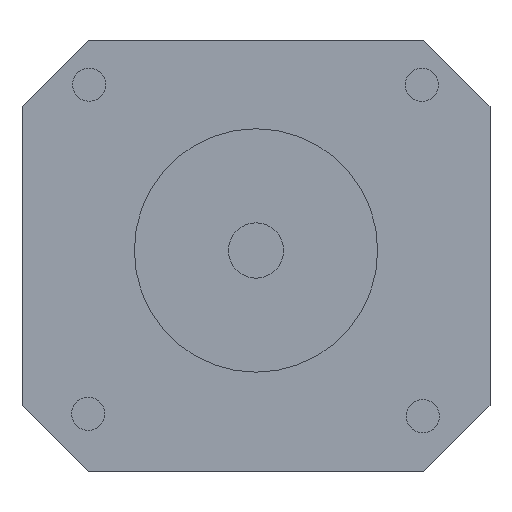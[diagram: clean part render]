
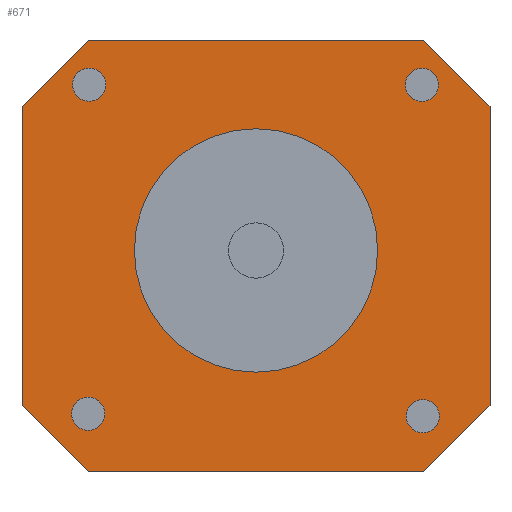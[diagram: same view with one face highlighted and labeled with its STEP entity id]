
A CAD part, front view. The second image highlights one B-rep face of the part: STEP entity #671.
In plain terms, the highlighted planar face has unit normal (0, -1, 0).
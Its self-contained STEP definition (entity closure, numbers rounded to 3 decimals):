
#16=FACE_BOUND('',#111,.T.);
#17=FACE_BOUND('',#112,.T.);
#18=FACE_BOUND('',#113,.T.);
#19=FACE_BOUND('',#114,.T.);
#20=FACE_BOUND('',#115,.T.);
#21=CIRCLE('',#711,1.5);
#23=CIRCLE('',#715,1.5);
#25=CIRCLE('',#719,1.5);
#27=CIRCLE('',#723,1.5);
#30=CIRCLE('',#728,11.);
#71=FACE_OUTER_BOUND('',#110,.T.);
#110=EDGE_LOOP('',(#562,#563,#564,#565,#566,#567,#568,#569));
#111=EDGE_LOOP('',(#570));
#112=EDGE_LOOP('',(#571));
#113=EDGE_LOOP('',(#572));
#114=EDGE_LOOP('',(#573));
#115=EDGE_LOOP('',(#574));
#132=LINE('',#947,#210);
#141=LINE('',#964,#219);
#150=LINE('',#983,#228);
#158=LINE('',#998,#236);
#167=LINE('',#1017,#245);
#175=LINE('',#1032,#253);
#192=LINE('',#1097,#270);
#193=LINE('',#1098,#271);
#210=VECTOR('',#762,10.);
#219=VECTOR('',#773,10.);
#228=VECTOR('',#790,10.);
#236=VECTOR('',#800,10.);
#245=VECTOR('',#817,10.);
#253=VECTOR('',#827,10.);
#270=VECTOR('',#904,10.);
#271=VECTOR('',#905,10.);
#285=VERTEX_POINT('',#944);
#286=VERTEX_POINT('',#946);
#293=VERTEX_POINT('',#962);
#298=VERTEX_POINT('',#980);
#299=VERTEX_POINT('',#982);
#310=VERTEX_POINT('',#1014);
#311=VERTEX_POINT('',#1016);
#323=VERTEX_POINT('',#1052);
#325=VERTEX_POINT('',#1059);
#327=VERTEX_POINT('',#1066);
#329=VERTEX_POINT('',#1073);
#332=VERTEX_POINT('',#1082);
#335=VERTEX_POINT('',#1096);
#348=EDGE_CURVE('',#285,#286,#132,.T.);
#357=EDGE_CURVE('',#293,#285,#141,.T.);
#366=EDGE_CURVE('',#298,#299,#150,.T.);
#374=EDGE_CURVE('',#286,#298,#158,.T.);
#383=EDGE_CURVE('',#310,#311,#167,.T.);
#391=EDGE_CURVE('',#299,#310,#175,.T.);
#401=EDGE_CURVE('',#323,#323,#21,.T.);
#404=EDGE_CURVE('',#325,#325,#23,.T.);
#407=EDGE_CURVE('',#327,#327,#25,.T.);
#410=EDGE_CURVE('',#329,#329,#27,.T.);
#415=EDGE_CURVE('',#332,#332,#30,.T.);
#420=EDGE_CURVE('',#293,#335,#192,.T.);
#421=EDGE_CURVE('',#311,#335,#193,.T.);
#562=ORIENTED_EDGE('',*,*,#374,.F.);
#563=ORIENTED_EDGE('',*,*,#348,.F.);
#564=ORIENTED_EDGE('',*,*,#357,.F.);
#565=ORIENTED_EDGE('',*,*,#420,.T.);
#566=ORIENTED_EDGE('',*,*,#421,.F.);
#567=ORIENTED_EDGE('',*,*,#383,.F.);
#568=ORIENTED_EDGE('',*,*,#391,.F.);
#569=ORIENTED_EDGE('',*,*,#366,.F.);
#570=ORIENTED_EDGE('',*,*,#401,.T.);
#571=ORIENTED_EDGE('',*,*,#404,.T.);
#572=ORIENTED_EDGE('',*,*,#407,.T.);
#573=ORIENTED_EDGE('',*,*,#410,.T.);
#574=ORIENTED_EDGE('',*,*,#415,.T.);
#633=PLANE('',#735);
#671=ADVANCED_FACE('',(#71,#16,#17,#18,#19,#20),#633,.T.);
#711=AXIS2_PLACEMENT_3D('',#1053,#847,#848);
#715=AXIS2_PLACEMENT_3D('',#1060,#856,#857);
#719=AXIS2_PLACEMENT_3D('',#1067,#865,#866);
#723=AXIS2_PLACEMENT_3D('',#1074,#874,#875);
#728=AXIS2_PLACEMENT_3D('',#1084,#886,#887);
#735=AXIS2_PLACEMENT_3D('',#1095,#902,#903);
#762=DIRECTION('',(-1.,0.,0.));
#773=DIRECTION('',(-0.707,0.,-0.707));
#790=DIRECTION('',(0.,0.,1.));
#800=DIRECTION('',(-0.707,0.,0.707));
#817=DIRECTION('',(1.,0.,0.));
#827=DIRECTION('',(0.707,0.,0.707));
#847=DIRECTION('center_axis',(0.,1.,0.));
#848=DIRECTION('ref_axis',(1.,0.,0.));
#856=DIRECTION('center_axis',(0.,1.,0.));
#857=DIRECTION('ref_axis',(1.,0.,0.));
#865=DIRECTION('center_axis',(0.,1.,0.));
#866=DIRECTION('ref_axis',(1.,0.,0.));
#874=DIRECTION('center_axis',(0.,1.,0.));
#875=DIRECTION('ref_axis',(1.,0.,0.));
#886=DIRECTION('center_axis',(0.,1.,0.));
#887=DIRECTION('ref_axis',(1.,0.,0.));
#902=DIRECTION('center_axis',(0.,-1.,0.));
#903=DIRECTION('ref_axis',(1.,0.,0.));
#904=DIRECTION('',(0.,0.,1.));
#905=DIRECTION('',(0.707,0.,-0.707));
#944=CARTESIAN_POINT('',(15.15,-21.15,0.));
#946=CARTESIAN_POINT('',(-15.15,-21.15,0.));
#947=CARTESIAN_POINT('',(21.15,-21.15,0.));
#962=CARTESIAN_POINT('',(21.15,-21.15,6.));
#964=CARTESIAN_POINT('',(7.575,-21.15,-7.575));
#980=CARTESIAN_POINT('',(-21.15,-21.15,6.));
#982=CARTESIAN_POINT('',(-21.15,-21.15,33.));
#983=CARTESIAN_POINT('',(-21.15,-21.15,0.));
#998=CARTESIAN_POINT('',(-18.15,-21.15,3.));
#1014=CARTESIAN_POINT('',(-15.15,-21.15,39.));
#1016=CARTESIAN_POINT('',(15.15,-21.15,39.));
#1017=CARTESIAN_POINT('',(21.15,-21.15,39.));
#1032=CARTESIAN_POINT('',(-27.9,-21.15,26.25));
#1052=CARTESIAN_POINT('',(13.496,-21.15,34.96));
#1053=CARTESIAN_POINT('Origin',(14.996,-21.15,34.96));
#1059=CARTESIAN_POINT('',(13.578,-21.15,5.012));
#1060=CARTESIAN_POINT('Origin',(15.078,-21.15,5.012));
#1066=CARTESIAN_POINT('',(-16.578,-21.15,34.988));
#1067=CARTESIAN_POINT('Origin',(-15.078,-21.15,34.988));
#1073=CARTESIAN_POINT('',(-16.659,-21.15,5.246));
#1074=CARTESIAN_POINT('Origin',(-15.159,-21.15,5.246));
#1082=CARTESIAN_POINT('',(-11.,-21.15,20.));
#1084=CARTESIAN_POINT('Origin',(0.,-21.15,20.));
#1095=CARTESIAN_POINT('Origin',(-21.15,-21.15,0.));
#1096=CARTESIAN_POINT('',(21.15,-21.15,33.));
#1097=CARTESIAN_POINT('',(21.15,-21.15,0.));
#1098=CARTESIAN_POINT('',(17.325,-21.15,36.825));
